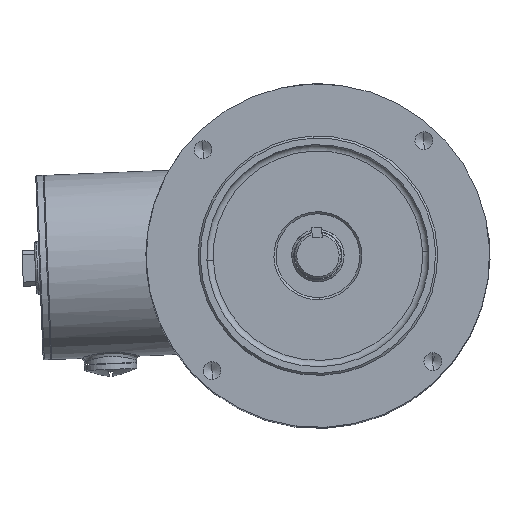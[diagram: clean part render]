
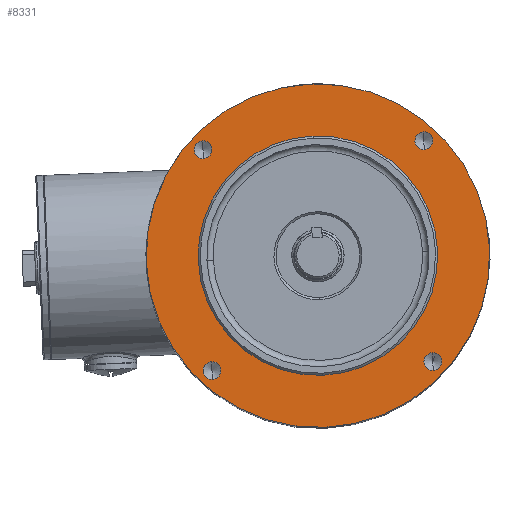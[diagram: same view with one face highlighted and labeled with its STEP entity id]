
A CAD part, top view. The second image highlights one B-rep face of the part: STEP entity #8331.
In plain terms, the highlighted planar face has unit normal (0, 0, 1).
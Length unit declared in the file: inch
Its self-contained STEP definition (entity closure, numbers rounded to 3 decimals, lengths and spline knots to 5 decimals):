
#338 = DIRECTION ( 'NONE',  ( 0., 0., 1. ) ) ;
#648 = AXIS2_PLACEMENT_3D ( 'NONE', #18970, #2440, #10514 ) ;
#1012 = CARTESIAN_POINT ( 'NONE',  ( 0., 0., 11.45669 ) ) ;
#1191 = EDGE_CURVE ( 'NONE', #24342, #2210, #23491, .T. ) ;
#1344 = ORIENTED_EDGE ( 'NONE', *, *, #6922, .F. ) ;
#1648 = EDGE_CURVE ( 'NONE', #2210, #24342, #20513, .T. ) ;
#1670 = DIRECTION ( 'NONE',  ( 0., 0., 1. ) ) ;
#2210 = VERTEX_POINT ( 'NONE', #13227 ) ;
#2373 = VERTEX_POINT ( 'NONE', #17647 ) ;
#2386 = CIRCLE ( 'NONE', #26013, 0.16732 ) ;
#2440 = DIRECTION ( 'NONE',  ( 0., 0., 1. ) ) ;
#2641 = CARTESIAN_POINT ( 'NONE',  ( 0., 0., 11.45669 ) ) ;
#3168 = DIRECTION ( 'NONE',  ( 0., 0., 1. ) ) ;
#3340 = DIRECTION ( 'NONE',  ( 0., 0., 1. ) ) ;
#3569 = VERTEX_POINT ( 'NONE', #15580 ) ;
#3666 = VERTEX_POINT ( 'NONE', #20019 ) ;
#3685 = EDGE_CURVE ( 'NONE', #26435, #5649, #24676, .T. ) ;
#3880 = DIRECTION ( 'NONE',  ( -0.041, 0.999, 0. ) ) ;
#4236 = AXIS2_PLACEMENT_3D ( 'NONE', #19870, #3340, #9925 ) ;
#4332 = CIRCLE ( 'NONE', #13837, 2.25 ) ;
#4558 = ORIENTED_EDGE ( 'NONE', *, *, #18758, .F. ) ;
#4664 = FACE_BOUND ( 'NONE', #13927, .T. ) ;
#5133 = CIRCLE ( 'NONE', #15442, 0.16732 ) ;
#5649 = VERTEX_POINT ( 'NONE', #8675 ) ;
#5764 = CIRCLE ( 'NONE', #19936, 0.16732 ) ;
#5800 = DIRECTION ( 'NONE',  ( -0.041, 0.999, 0. ) ) ;
#5882 = DIRECTION ( 'NONE',  ( -0.041, 0.999, 0. ) ) ;
#6111 = ORIENTED_EDGE ( 'NONE', *, *, #7036, .F. ) ;
#6339 = AXIS2_PLACEMENT_3D ( 'NONE', #11240, #10845, #21333 ) ;
#6471 = CARTESIAN_POINT ( 'NONE',  ( -1.99042, -2.15969, 11.45669 ) ) ;
#6502 = CIRCLE ( 'NONE', #18093, 3.22835 ) ;
#6548 = PLANE ( 'NONE',  #19530 ) ;
#6623 = AXIS2_PLACEMENT_3D ( 'NONE', #13963, #7911, #3880 ) ;
#6922 = EDGE_CURVE ( 'NONE', #16175, #20405, #8845, .T. ) ;
#7036 = EDGE_CURVE ( 'NONE', #20405, #16175, #2386, .T. ) ;
#7725 = CIRCLE ( 'NONE', #4236, 2.25 ) ;
#7911 = DIRECTION ( 'NONE',  ( 0., 0., 1. ) ) ;
#7918 = EDGE_CURVE ( 'NONE', #21191, #13236, #5764, .T. ) ;
#8331 = ADVANCED_FACE ( 'NONE', ( #17041, #4664, #16771, #24970, #10330, #12737 ), #6548, .F. ) ;
#8675 = CARTESIAN_POINT ( 'NONE',  ( 2.16651, -2.1576, 11.45669 ) ) ;
#8845 = CIRCLE ( 'NONE', #13141, 0.16732 ) ;
#8894 = AXIS2_PLACEMENT_3D ( 'NONE', #21362, #25258, #13286 ) ;
#9603 = CARTESIAN_POINT ( 'NONE',  ( 2.15969, -1.99042, 11.45669 ) ) ;
#9925 = DIRECTION ( 'NONE',  ( -0.041, 0.999, 0. ) ) ;
#10126 = DIRECTION ( 'NONE',  ( 0., 0., 1. ) ) ;
#10330 = FACE_BOUND ( 'NONE', #12373, .T. ) ;
#10514 = DIRECTION ( 'NONE',  ( -0.041, 0.999, 0. ) ) ;
#10676 = CIRCLE ( 'NONE', #25702, 3.22835 ) ;
#10845 = DIRECTION ( 'NONE',  ( 0., 0., 1. ) ) ;
#11240 = CARTESIAN_POINT ( 'NONE',  ( 1.99042, 2.15969, 11.45669 ) ) ;
#11838 = CIRCLE ( 'NONE', #648, 0.16732 ) ;
#12136 = CARTESIAN_POINT ( 'NONE',  ( 1.9836, 2.32687, 11.45669 ) ) ;
#12373 = EDGE_LOOP ( 'NONE', ( #19266, #4558 ) ) ;
#12586 = CARTESIAN_POINT ( 'NONE',  ( -1.99724, -1.99251, 11.45669 ) ) ;
#12737 = FACE_OUTER_BOUND ( 'NONE', #22457, .T. ) ;
#12864 = DIRECTION ( 'NONE',  ( 0., 0., -1. ) ) ;
#13141 = AXIS2_PLACEMENT_3D ( 'NONE', #14336, #338, #16222 ) ;
#13227 = CARTESIAN_POINT ( 'NONE',  ( 1.99724, 1.99251, 11.45669 ) ) ;
#13236 = VERTEX_POINT ( 'NONE', #15336 ) ;
#13266 = DIRECTION ( 'NONE',  ( -0.041, 0.999, 0. ) ) ;
#13286 = DIRECTION ( 'NONE',  ( -0.041, 0.999, 0. ) ) ;
#13771 = DIRECTION ( 'NONE',  ( -0.041, 0.999, 0. ) ) ;
#13837 = AXIS2_PLACEMENT_3D ( 'NONE', #1012, #3168, #13266 ) ;
#13927 = EDGE_LOOP ( 'NONE', ( #18121, #20111 ) ) ;
#13963 = CARTESIAN_POINT ( 'NONE',  ( 2.15969, -1.99042, 11.45669 ) ) ;
#14336 = CARTESIAN_POINT ( 'NONE',  ( -2.15969, 1.99042, 11.45669 ) ) ;
#14781 = VERTEX_POINT ( 'NONE', #25816 ) ;
#15142 = ORIENTED_EDGE ( 'NONE', *, *, #23344, .F. ) ;
#15184 = EDGE_CURVE ( 'NONE', #14781, #3569, #7725, .T. ) ;
#15336 = CARTESIAN_POINT ( 'NONE',  ( -1.9836, -2.32687, 11.45669 ) ) ;
#15442 = AXIS2_PLACEMENT_3D ( 'NONE', #9603, #1670, #13771 ) ;
#15580 = CARTESIAN_POINT ( 'NONE',  ( 0.0917, -2.24813, 11.45669 ) ) ;
#15716 = CARTESIAN_POINT ( 'NONE',  ( -2.15969, 1.99042, 11.45669 ) ) ;
#16165 = DIRECTION ( 'NONE',  ( 0., 0., -1. ) ) ;
#16175 = VERTEX_POINT ( 'NONE', #16318 ) ;
#16222 = DIRECTION ( 'NONE',  ( -0.041, 0.999, 0. ) ) ;
#16318 = CARTESIAN_POINT ( 'NONE',  ( -2.15287, 1.82323, 11.45669 ) ) ;
#16771 = FACE_BOUND ( 'NONE', #17289, .T. ) ;
#17041 = FACE_BOUND ( 'NONE', #21216, .T. ) ;
#17065 = EDGE_CURVE ( 'NONE', #5649, #26435, #5133, .T. ) ;
#17289 = EDGE_LOOP ( 'NONE', ( #19525, #23762 ) ) ;
#17647 = CARTESIAN_POINT ( 'NONE',  ( -0.13157, 3.22566, 11.45669 ) ) ;
#17939 = EDGE_CURVE ( 'NONE', #2373, #3666, #6502, .T. ) ;
#17974 = ORIENTED_EDGE ( 'NONE', *, *, #7918, .F. ) ;
#18093 = AXIS2_PLACEMENT_3D ( 'NONE', #24491, #16165, #5800 ) ;
#18121 = ORIENTED_EDGE ( 'NONE', *, *, #3685, .F. ) ;
#18712 = DIRECTION ( 'NONE',  ( -0.041, 0.999, 0. ) ) ;
#18758 = EDGE_CURVE ( 'NONE', #3569, #14781, #4332, .T. ) ;
#18970 = CARTESIAN_POINT ( 'NONE',  ( -1.99042, -2.15969, 11.45669 ) ) ;
#19043 = DIRECTION ( 'NONE',  ( 0.041, -0.999, 0. ) ) ;
#19266 = ORIENTED_EDGE ( 'NONE', *, *, #15184, .F. ) ;
#19525 = ORIENTED_EDGE ( 'NONE', *, *, #1191, .F. ) ;
#19530 = AXIS2_PLACEMENT_3D ( 'NONE', #2641, #12864, #19043 ) ;
#19741 = DIRECTION ( 'NONE',  ( 0., 0., 1. ) ) ;
#19870 = CARTESIAN_POINT ( 'NONE',  ( 0., 0., 11.45669 ) ) ;
#19936 = AXIS2_PLACEMENT_3D ( 'NONE', #6471, #10126, #18712 ) ;
#19998 = EDGE_LOOP ( 'NONE', ( #6111, #1344 ) ) ;
#20005 = CARTESIAN_POINT ( 'NONE',  ( 0., 0., 11.45669 ) ) ;
#20019 = CARTESIAN_POINT ( 'NONE',  ( 0.13157, -3.22566, 11.45669 ) ) ;
#20111 = ORIENTED_EDGE ( 'NONE', *, *, #17065, .F. ) ;
#20170 = ORIENTED_EDGE ( 'NONE', *, *, #25953, .F. ) ;
#20405 = VERTEX_POINT ( 'NONE', #24178 ) ;
#20513 = CIRCLE ( 'NONE', #6339, 0.16732 ) ;
#21191 = VERTEX_POINT ( 'NONE', #12586 ) ;
#21216 = EDGE_LOOP ( 'NONE', ( #17974, #15142 ) ) ;
#21333 = DIRECTION ( 'NONE',  ( -0.041, 0.999, 0. ) ) ;
#21362 = CARTESIAN_POINT ( 'NONE',  ( 1.99042, 2.15969, 11.45669 ) ) ;
#21495 = ORIENTED_EDGE ( 'NONE', *, *, #17939, .F. ) ;
#22457 = EDGE_LOOP ( 'NONE', ( #21495, #20170 ) ) ;
#23344 = EDGE_CURVE ( 'NONE', #13236, #21191, #11838, .T. ) ;
#23491 = CIRCLE ( 'NONE', #8894, 0.16732 ) ;
#23634 = CARTESIAN_POINT ( 'NONE',  ( 2.15287, -1.82323, 11.45669 ) ) ;
#23762 = ORIENTED_EDGE ( 'NONE', *, *, #1648, .F. ) ;
#24178 = CARTESIAN_POINT ( 'NONE',  ( -2.16651, 2.1576, 11.45669 ) ) ;
#24342 = VERTEX_POINT ( 'NONE', #12136 ) ;
#24491 = CARTESIAN_POINT ( 'NONE',  ( 0., 0., 11.45669 ) ) ;
#24676 = CIRCLE ( 'NONE', #6623, 0.16732 ) ;
#24970 = FACE_BOUND ( 'NONE', #19998, .T. ) ;
#25258 = DIRECTION ( 'NONE',  ( 0., 0., 1. ) ) ;
#25702 = AXIS2_PLACEMENT_3D ( 'NONE', #20005, #26596, #5882 ) ;
#25816 = CARTESIAN_POINT ( 'NONE',  ( -0.0917, 2.24813, 11.45669 ) ) ;
#25923 = DIRECTION ( 'NONE',  ( -0.041, 0.999, 0. ) ) ;
#25953 = EDGE_CURVE ( 'NONE', #3666, #2373, #10676, .T. ) ;
#26013 = AXIS2_PLACEMENT_3D ( 'NONE', #15716, #19741, #25923 ) ;
#26435 = VERTEX_POINT ( 'NONE', #23634 ) ;
#26596 = DIRECTION ( 'NONE',  ( 0., 0., -1. ) ) ;
